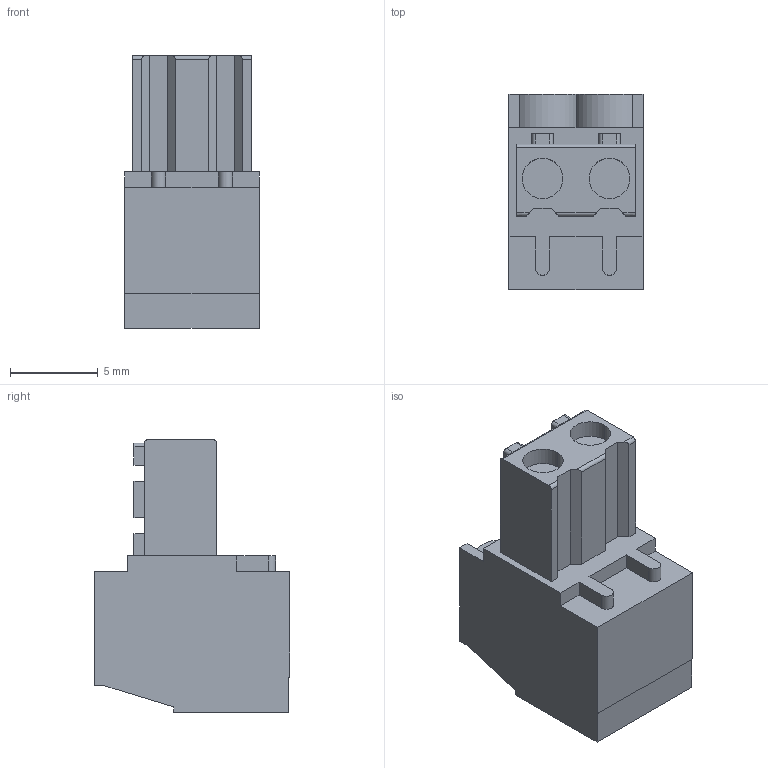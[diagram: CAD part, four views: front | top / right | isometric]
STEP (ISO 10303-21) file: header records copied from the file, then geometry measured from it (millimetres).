
FILE_DESCRIPTION(('STEP AP242'),'1');
FILE_NAME('12h8900_284507-2.stp','2019-05-24T06:37:05',('TraceParts'),('TraceParts S.A.'),'Spatial InterOp 3D',' ',' ');
FILE_SCHEMA(('AP242_MANAGED_MODEL_BASED_3D_ENGINEERING_MIM_LF {1 0 10303 442 1 1 4}'));
Length unit declared in the file: millimetre
Products named in the file (1): 12h8900_284507-2
Bounding box: 7.62 x 11.1 x 15.5 mm (x, y, z)
Volume: 799.1 mm3; surface area: 733.1 mm2
Topology: 1 solids, 1 shells, 129 faces, 336 edges, 216 vertices
Faces by surface type: plane 93, cylinder 36
Entity records: 3957 total; most frequent: CARTESIAN_POINT 722, ORIENTED_EDGE 672, DIRECTION 664, EDGE_CURVE 336, LINE 260, VECTOR 260, VERTEX_POINT 216, AXIS2_PLACEMENT_3D 202
